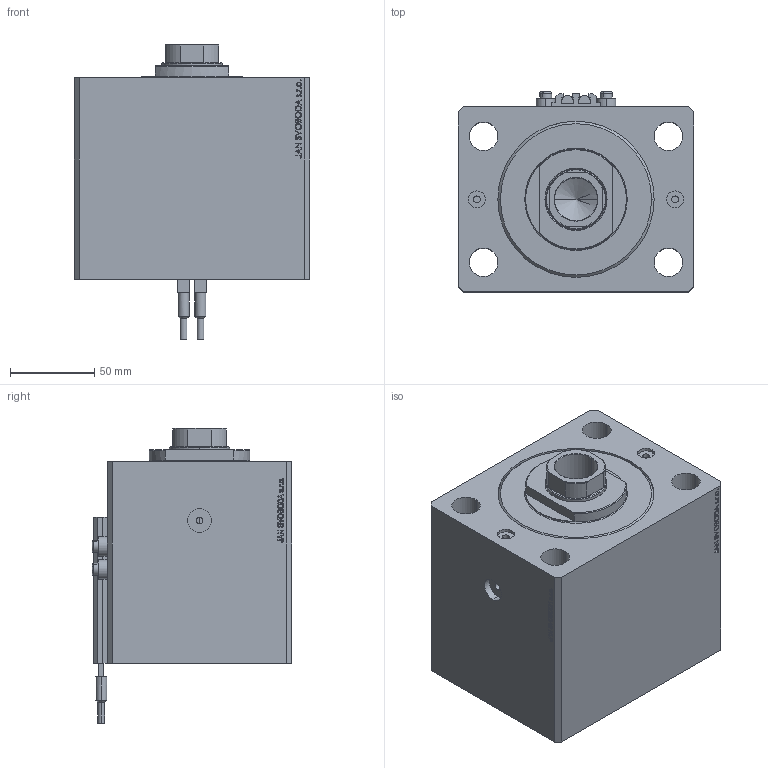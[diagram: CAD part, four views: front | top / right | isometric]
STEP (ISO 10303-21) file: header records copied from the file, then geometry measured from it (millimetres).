
FILE_DESCRIPTION (( 'STEP AP203' ), '1' );
FILE_NAME ('95a1.STEP', '2023-10-07T10:14:42', ( '' ), ( '' ), 'SwSTEP 2.0', 'SolidWorks 2019', '' );
FILE_SCHEMA (( 'CONFIG_CONTROL_DESIGN' ));
Length unit declared in the file: millimetre
Products named in the file (6): SWITCH_V250CE dc0b4fa21d07e1a1cf40fed15e70430a; V250CE_C_VCP dc0b4fa21d07e1a1cf40fed15e70430a; V250CE_C_Body dc0b4fa21d07e1a1cf40fed15e70430a; V250CE_VC_C dc0b4fa21d07e1a1cf40fed15e70430a; 95a1; ALLEN BOLT V250CE dc0b4fa21d07e1a1cf40fed15e70430a
Assembly tree (9 placements, depth 2):
  95a1
    V250CE_C_Body dc0b4fa21d07e1a1cf40fed15e70430a
    ALLEN BOLT V250CE dc0b4fa21d07e1a1cf40fed15e70430a  x4
    V250CE_C_VCP dc0b4fa21d07e1a1cf40fed15e70430a
    V250CE_VC_C dc0b4fa21d07e1a1cf40fed15e70430a
    SWITCH_V250CE dc0b4fa21d07e1a1cf40fed15e70430a  x2
Bounding box: 140 x 119 x 176 mm (x, y, z)
Volume: 1675445.8 mm3; surface area: 210347.9 mm2
Topology: 10 solids, 10 shells, 1086 faces, 2708 edges, 1761 vertices
Faces by surface type: plane 536, bspline 374, cylinder 98, cone 60, torus 18
Entity records: 48059 total; most frequent: CARTESIAN_POINT 25992, ORIENTED_EDGE 4998, DIRECTION 3169, EDGE_CURVE 2499, VERTEX_POINT 1647, VECTOR 1517, LINE 1517, EDGE_LOOP 1108
